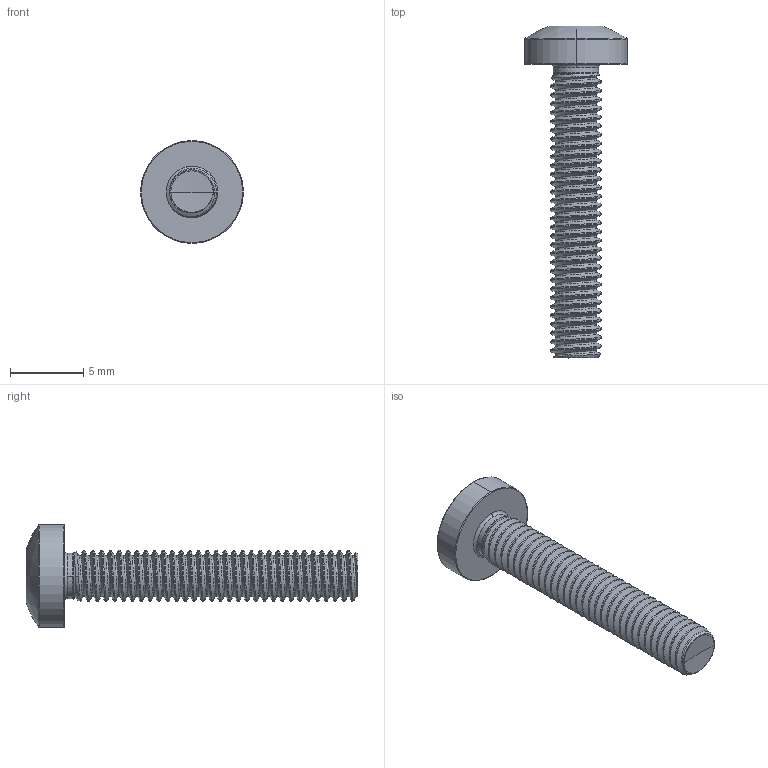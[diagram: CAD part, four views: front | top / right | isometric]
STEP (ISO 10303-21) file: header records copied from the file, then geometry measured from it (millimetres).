
FILE_DESCRIPTION (( 'STEP AP203' ), '1' );
FILE_NAME ('STM390350200.STEP', '2020-12-23T15:42:05', ( '' ), ( '' ), 'SwSTEP 2.0', 'SolidWorks 2015', '' );
FILE_SCHEMA (( 'CONFIG_CONTROL_DESIGN' ));
Length unit declared in the file: millimetre
Products named in the file (2): STM390350200
Bounding box: 7 x 22.6 x 7 mm (x, y, z)
Volume: 230.8 mm3; surface area: 456.1 mm2
Topology: 1 solids, 1 shells, 135 faces, 365 edges, 232 vertices
Faces by surface type: cylinder 86, bspline 18, torus 13, cone 11, sphere 4, plane 3
Entity records: 29186 total; most frequent: CARTESIAN_POINT 26206, ORIENTED_EDGE 726, DIRECTION 461, EDGE_CURVE 363, VERTEX_POINT 232, AXIS2_PLACEMENT_3D 183, EDGE_LOOP 137, FACE_OUTER_BOUND 135
